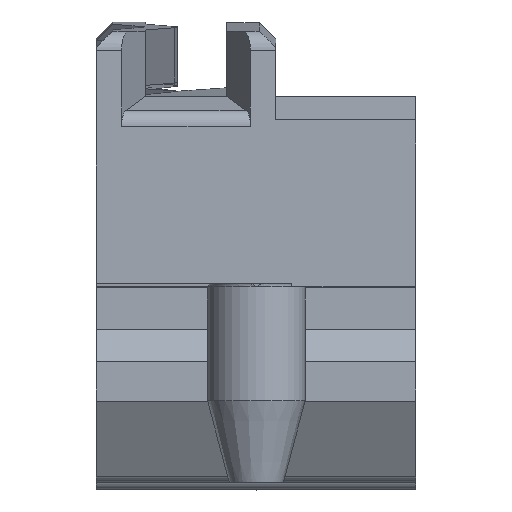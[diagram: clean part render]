
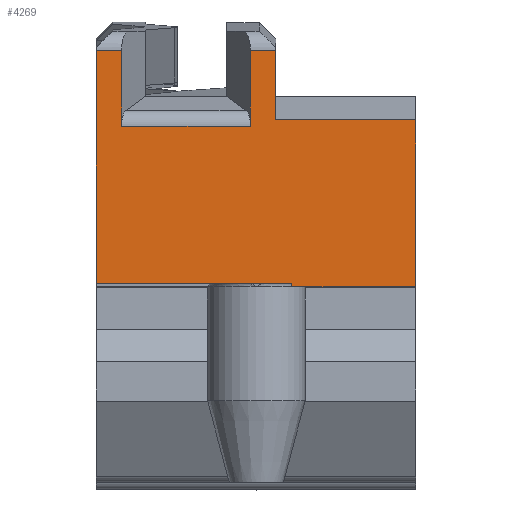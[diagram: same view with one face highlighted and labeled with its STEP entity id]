
A CAD part, top view. The second image highlights one B-rep face of the part: STEP entity #4269.
In plain terms, the highlighted planar face has unit normal (0, 0, 1).
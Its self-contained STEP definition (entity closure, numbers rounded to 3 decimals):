
#362=DIRECTION('',(0.,-1.,0.));
#363=VECTOR('',#362,7.15);
#364=CARTESIAN_POINT('',(-2.75,7.25,71.65));
#365=LINE('',#364,#363);
#1237=DIRECTION('',(-1.,0.,0.));
#1238=VECTOR('',#1237,0.772);
#1239=CARTESIAN_POINT('',(2.75,7.25,71.65));
#1240=LINE('',#1239,#1238);
#1259=DIRECTION('',(1.,0.,0.));
#1260=VECTOR('',#1259,6.);
#1261=CARTESIAN_POINT('',(-2.75,0.1,71.65));
#1262=LINE('',#1261,#1260);
#1263=DIRECTION('',(0.,1.,0.));
#1264=VECTOR('',#1263,2.128);
#1265=CARTESIAN_POINT('',(2.75,5.122,71.65));
#1266=LINE('',#1265,#1264);
#1267=DIRECTION('',(0.,-1.,0.));
#1268=VECTOR('',#1267,5.122);
#1269=CARTESIAN_POINT('',(7.05,5.122,71.65));
#1270=LINE('',#1269,#1268);
#1271=DIRECTION('',(0.,-1.,0.));
#1272=VECTOR('',#1271,0.1);
#1273=CARTESIAN_POINT('',(3.25,0.1,71.65));
#1274=LINE('',#1273,#1272);
#1325=DIRECTION('',(1.,0.,0.));
#1326=VECTOR('',#1325,3.8);
#1327=CARTESIAN_POINT('',(3.25,0.,71.65));
#1328=LINE('',#1327,#1326);
#1514=DIRECTION('',(1.,0.,0.));
#1515=VECTOR('',#1514,4.3);
#1516=CARTESIAN_POINT('',(2.75,5.122,71.65));
#1517=LINE('',#1516,#1515);
#1706=DIRECTION('',(-1.,0.,0.));
#1707=VECTOR('',#1706,0.772);
#1708=CARTESIAN_POINT('',(-1.978,7.25,71.65));
#1709=LINE('',#1708,#1707);
#1745=DIRECTION('',(0.,1.,0.));
#1746=VECTOR('',#1745,2.32);
#1747=CARTESIAN_POINT('',(-1.978,4.93,71.65));
#1748=LINE('',#1747,#1746);
#1749=CARTESIAN_POINT('',(-1.978,7.25,71.65));
#1815=DIRECTION('',(-1.,0.,0.));
#1816=VECTOR('',#1815,3.956);
#1817=CARTESIAN_POINT('',(1.978,4.93,71.65));
#1818=LINE('',#1817,#1816);
#1827=DIRECTION('',(0.,-1.,0.));
#1828=VECTOR('',#1827,2.32);
#1829=CARTESIAN_POINT('',(1.978,7.25,71.65));
#1830=LINE('',#1829,#1828);
#1839=CARTESIAN_POINT('',(1.978,7.25,71.65));
#2314=CARTESIAN_POINT('',(7.05,0.,71.65));
#2315=VERTEX_POINT('',#2314);
#2356=CARTESIAN_POINT('',(-2.75,7.25,71.65));
#2358=VERTEX_POINT('',#2356);
#2361=CARTESIAN_POINT('',(2.75,7.25,71.65));
#2363=VERTEX_POINT('',#2361);
#2366=VERTEX_POINT('',#1749);
#2370=VERTEX_POINT('',#1839);
#2388=CARTESIAN_POINT('',(1.978,4.93,71.65));
#2389=CARTESIAN_POINT('',(-1.978,4.93,71.65));
#2390=VERTEX_POINT('',#2388);
#2391=VERTEX_POINT('',#2389);
#2517=CARTESIAN_POINT('',(-2.75,0.1,71.65));
#2519=VERTEX_POINT('',#2517);
#2527=CARTESIAN_POINT('',(3.25,0.1,71.65));
#2528=VERTEX_POINT('',#2527);
#2535=CARTESIAN_POINT('',(3.25,0.,71.65));
#2536=VERTEX_POINT('',#2535);
#2822=CARTESIAN_POINT('',(2.75,5.122,71.65));
#2823=CARTESIAN_POINT('',(7.05,5.122,71.65));
#2824=VERTEX_POINT('',#2822);
#2825=VERTEX_POINT('',#2823);
#4241=CARTESIAN_POINT('',(0.,0.,71.65));
#4242=DIRECTION('',(0.,0.,1.));
#4243=DIRECTION('',(0.,-1.,0.));
#4244=AXIS2_PLACEMENT_3D('',#4241,#4242,#4243);
#4245=PLANE('',#4244);
#4247=ORIENTED_EDGE('',*,*,#4246,.F.);
#4248=ORIENTED_EDGE('',*,*,#3229,.F.);
#4250=ORIENTED_EDGE('',*,*,#4249,.F.);
#4252=ORIENTED_EDGE('',*,*,#4251,.F.);
#4254=ORIENTED_EDGE('',*,*,#4253,.F.);
#4256=ORIENTED_EDGE('',*,*,#4255,.F.);
#4257=ORIENTED_EDGE('',*,*,#4231,.F.);
#4258=ORIENTED_EDGE('',*,*,#3417,.F.);
#4260=ORIENTED_EDGE('',*,*,#4259,.T.);
#4262=ORIENTED_EDGE('',*,*,#4261,.T.);
#4264=ORIENTED_EDGE('',*,*,#4263,.F.);
#4266=ORIENTED_EDGE('',*,*,#4265,.F.);
#4267=EDGE_LOOP('',(#4247,#4248,#4250,#4252,#4254,#4256,#4257,#4258,#4260,#4262,
#4264,#4266));
#4268=FACE_OUTER_BOUND('',#4267,.F.);
#4269=ADVANCED_FACE('',(#4268),#4245,.T.);
#3229=EDGE_CURVE('',#2358,#2519,#365,.T.);
#3417=EDGE_CURVE('',#2824,#2363,#1266,.T.);
#4231=EDGE_CURVE('',#2363,#2370,#1240,.T.);
#4246=EDGE_CURVE('',#2519,#2528,#1262,.T.);
#4249=EDGE_CURVE('',#2366,#2358,#1709,.T.);
#4251=EDGE_CURVE('',#2391,#2366,#1748,.T.);
#4253=EDGE_CURVE('',#2390,#2391,#1818,.T.);
#4255=EDGE_CURVE('',#2370,#2390,#1830,.T.);
#4259=EDGE_CURVE('',#2824,#2825,#1517,.T.);
#4261=EDGE_CURVE('',#2825,#2315,#1270,.T.);
#4263=EDGE_CURVE('',#2536,#2315,#1328,.T.);
#4265=EDGE_CURVE('',#2528,#2536,#1274,.T.);
